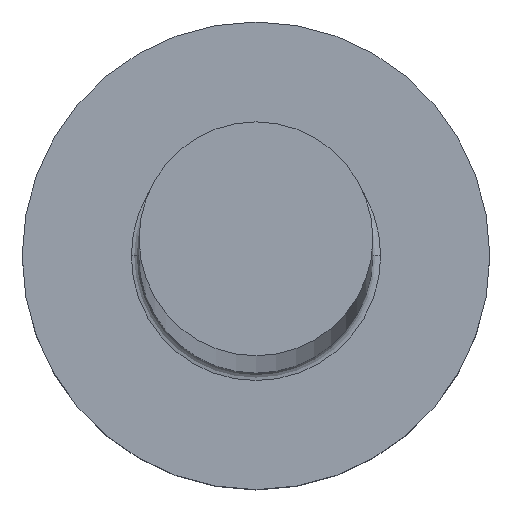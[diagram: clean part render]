
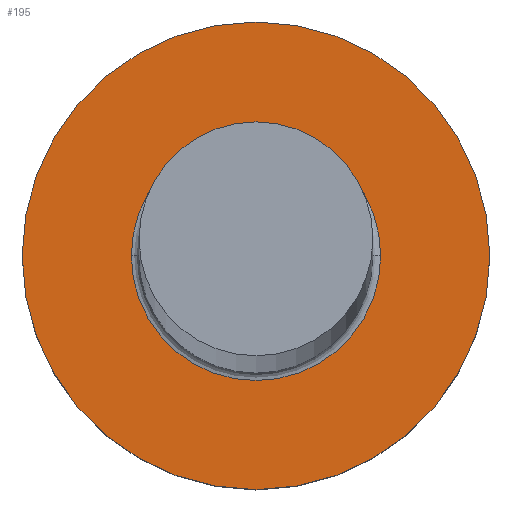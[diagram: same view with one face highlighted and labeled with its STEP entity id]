
A CAD part, top view. The second image highlights one B-rep face of the part: STEP entity #195.
In plain terms, the highlighted planar face has unit normal (0, 0, 1).
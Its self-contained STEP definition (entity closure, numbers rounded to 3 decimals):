
#2 = DIRECTION ( 'NONE',  ( 1., 0., 0. ) ) ;
#5 = FACE_OUTER_BOUND ( 'NONE', #141, .T. ) ;
#9 = ORIENTED_EDGE ( 'NONE', *, *, #145, .T. ) ;
#17 = DIRECTION ( 'NONE',  ( 0., 0., -1. ) ) ;
#21 = CARTESIAN_POINT ( 'NONE',  ( 6., 0., 5. ) ) ;
#23 = FACE_BOUND ( 'NONE', #198, .T. ) ;
#32 = EDGE_CURVE ( 'NONE', #102, #88, #192, .T. ) ;
#60 = AXIS2_PLACEMENT_3D ( 'NONE', #157, #17, #109 ) ;
#61 = CIRCLE ( 'NONE', #92, 6. ) ;
#65 = EDGE_CURVE ( 'NONE', #294, #163, #167, .T. ) ;
#69 = EDGE_CURVE ( 'NONE', #88, #102, #293, .T. ) ;
#88 = VERTEX_POINT ( 'NONE', #301 ) ;
#92 = AXIS2_PLACEMENT_3D ( 'NONE', #278, #264, #215 ) ;
#97 = CARTESIAN_POINT ( 'NONE',  ( 0., 0., 5. ) ) ;
#102 = VERTEX_POINT ( 'NONE', #304 ) ;
#106 = DIRECTION ( 'NONE',  ( 0., 0., -1. ) ) ;
#109 = DIRECTION ( 'NONE',  ( 1., 0., 0. ) ) ;
#114 = AXIS2_PLACEMENT_3D ( 'NONE', #303, #106, #284 ) ;
#120 = CARTESIAN_POINT ( 'NONE',  ( -6., 0., 5. ) ) ;
#134 = AXIS2_PLACEMENT_3D ( 'NONE', #97, #307, #2 ) ;
#137 = DIRECTION ( 'NONE',  ( 0., 0., 1. ) ) ;
#141 = EDGE_LOOP ( 'NONE', ( #208, #9 ) ) ;
#145 = EDGE_CURVE ( 'NONE', #163, #294, #61, .T. ) ;
#157 = CARTESIAN_POINT ( 'NONE',  ( 0., 0., 5. ) ) ;
#163 = VERTEX_POINT ( 'NONE', #21 ) ;
#164 = PLANE ( 'NONE',  #134 ) ;
#167 = CIRCLE ( 'NONE', #178, 6. ) ;
#175 = ORIENTED_EDGE ( 'NONE', *, *, #32, .T. ) ;
#178 = AXIS2_PLACEMENT_3D ( 'NONE', #186, #137, #282 ) ;
#186 = CARTESIAN_POINT ( 'NONE',  ( 0., 0., 5. ) ) ;
#192 = CIRCLE ( 'NONE', #114, 3.2 ) ;
#195 = ADVANCED_FACE ( 'NONE', ( #23, #5 ), #164, .T. ) ;
#198 = EDGE_LOOP ( 'NONE', ( #175, #201 ) ) ;
#201 = ORIENTED_EDGE ( 'NONE', *, *, #69, .T. ) ;
#208 = ORIENTED_EDGE ( 'NONE', *, *, #65, .T. ) ;
#215 = DIRECTION ( 'NONE',  ( 1., 0., 0. ) ) ;
#264 = DIRECTION ( 'NONE',  ( 0., 0., 1. ) ) ;
#278 = CARTESIAN_POINT ( 'NONE',  ( 0., 0., 5. ) ) ;
#282 = DIRECTION ( 'NONE',  ( 1., 0., 0. ) ) ;
#284 = DIRECTION ( 'NONE',  ( 1., 0., 0. ) ) ;
#293 = CIRCLE ( 'NONE', #60, 3.2 ) ;
#294 = VERTEX_POINT ( 'NONE', #120 ) ;
#301 = CARTESIAN_POINT ( 'NONE',  ( -3.2, 0., 5. ) ) ;
#303 = CARTESIAN_POINT ( 'NONE',  ( 0., 0., 5. ) ) ;
#304 = CARTESIAN_POINT ( 'NONE',  ( 3.2, 0., 5. ) ) ;
#307 = DIRECTION ( 'NONE',  ( 0., 0., 1. ) ) ;
